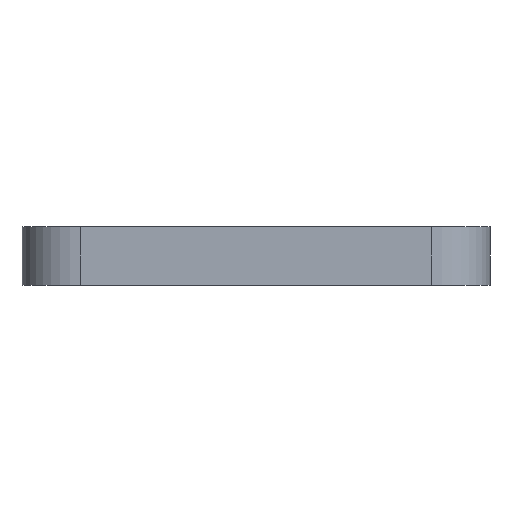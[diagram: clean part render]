
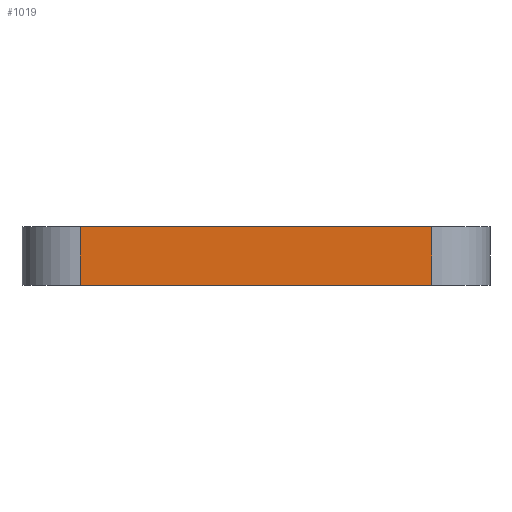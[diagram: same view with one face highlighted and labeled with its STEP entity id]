
A CAD part, left-side view. The second image highlights one B-rep face of the part: STEP entity #1019.
In plain terms, the highlighted planar face has unit normal (-1, 0, 0).
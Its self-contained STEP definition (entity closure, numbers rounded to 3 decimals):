
#17 = VECTOR ( 'NONE', #691, 1000. ) ;
#18 = VECTOR ( 'NONE', #731, 1000. ) ;
#28 = LINE ( 'NONE', #383, #18 ) ;
#35 = LINE ( 'NONE', #484, #570 ) ;
#80 = ORIENTED_EDGE ( 'NONE', *, *, #1010, .F. ) ;
#90 = CARTESIAN_POINT ( 'NONE',  ( -21.6, 30.5, -78. ) ) ;
#164 = CARTESIAN_POINT ( 'NONE',  ( -21.6, 0.4, -10. ) ) ;
#173 = VECTOR ( 'NONE', #1073, 1000. ) ;
#188 = EDGE_CURVE ( 'NONE', #1119, #416, #35, .T. ) ;
#194 = CARTESIAN_POINT ( 'NONE',  ( -21.6, 0.4, -73. ) ) ;
#210 = CARTESIAN_POINT ( 'NONE',  ( -21.6, 0.4, -78. ) ) ;
#243 = EDGE_CURVE ( 'NONE', #1119, #829, #28, .T. ) ;
#307 = DIRECTION ( 'NONE',  ( -1., 0., 0. ) ) ;
#383 = CARTESIAN_POINT ( 'NONE',  ( -21.6, 30.5, -73. ) ) ;
#389 = DIRECTION ( 'NONE',  ( 0., -1., 0. ) ) ;
#401 = LINE ( 'NONE', #855, #173 ) ;
#416 = VERTEX_POINT ( 'NONE', #194 ) ;
#484 = CARTESIAN_POINT ( 'NONE',  ( -21.6, 40.8, -73. ) ) ;
#524 = ORIENTED_EDGE ( 'NONE', *, *, #1127, .T. ) ;
#558 = VERTEX_POINT ( 'NONE', #210 ) ;
#570 = VECTOR ( 'NONE', #389, 1000. ) ;
#587 = DIRECTION ( 'NONE',  ( 0., -1., 0. ) ) ;
#631 = AXIS2_PLACEMENT_3D ( 'NONE', #669, #307, #587 ) ;
#669 = CARTESIAN_POINT ( 'NONE',  ( -21.6, 40.8, -21. ) ) ;
#691 = DIRECTION ( 'NONE',  ( 0., 0., 1. ) ) ;
#731 = DIRECTION ( 'NONE',  ( 0., 0., -1. ) ) ;
#779 = EDGE_LOOP ( 'NONE', ( #1034, #1072, #80, #524 ) ) ;
#829 = VERTEX_POINT ( 'NONE', #90 ) ;
#855 = CARTESIAN_POINT ( 'NONE',  ( -21.6, 0.4, -78. ) ) ;
#877 = CARTESIAN_POINT ( 'NONE',  ( -21.6, 30.5, -73. ) ) ;
#939 = PLANE ( 'NONE',  #631 ) ;
#1010 = EDGE_CURVE ( 'NONE', #558, #829, #401, .T. ) ;
#1019 = ADVANCED_FACE ( 'NONE', ( #1093 ), #939, .T. ) ;
#1034 = ORIENTED_EDGE ( 'NONE', *, *, #188, .F. ) ;
#1072 = ORIENTED_EDGE ( 'NONE', *, *, #243, .T. ) ;
#1073 = DIRECTION ( 'NONE',  ( 0., 1., 0. ) ) ;
#1093 = FACE_OUTER_BOUND ( 'NONE', #779, .T. ) ;
#1119 = VERTEX_POINT ( 'NONE', #877 ) ;
#1127 = EDGE_CURVE ( 'NONE', #558, #416, #1138, .T. ) ;
#1138 = LINE ( 'NONE', #164, #17 ) ;
